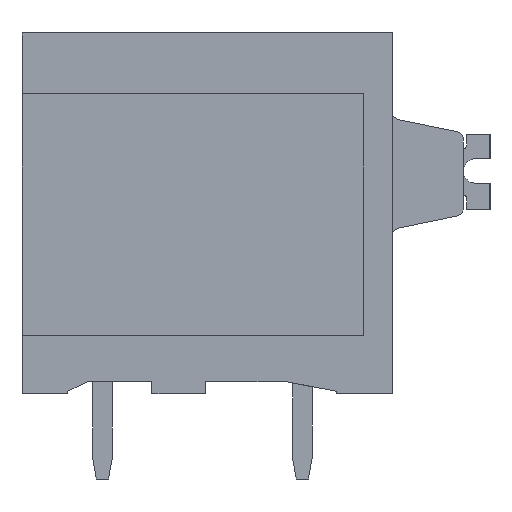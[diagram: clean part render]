
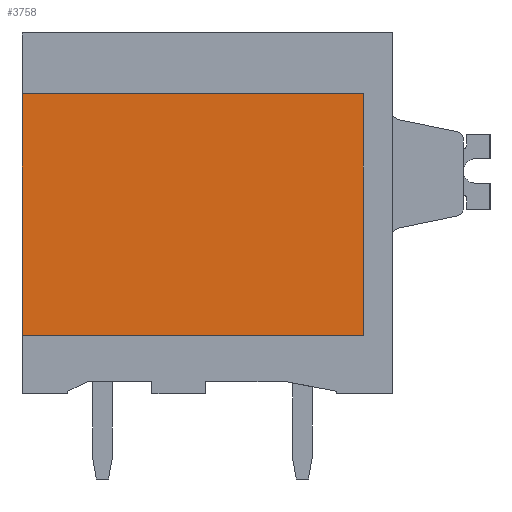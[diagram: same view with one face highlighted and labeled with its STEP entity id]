
A CAD part, left-side view. The second image highlights one B-rep face of the part: STEP entity #3758.
In plain terms, the highlighted planar face has unit normal (-1, 0, 0).
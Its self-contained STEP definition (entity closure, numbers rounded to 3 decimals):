
#3738=AXIS2_PLACEMENT_3D('Plane Axis2P3D',#3735,#3736,#3737) ;
#951=CARTESIAN_POINT('Vertex',(1.1,19.2,5.9)) ;
#954=CARTESIAN_POINT('Line Origine',(1.1,19.2,10.85)) ;
#958=CARTESIAN_POINT('Vertex',(1.1,19.2,15.8)) ;
#3719=CARTESIAN_POINT('Vertex',(1.1,5.2,5.9)) ;
#3722=CARTESIAN_POINT('Line Origine',(1.1,12.2,5.9)) ;
#3735=CARTESIAN_POINT('Axis2P3D Location',(1.1,0.,0.)) ;
#3740=CARTESIAN_POINT('Line Origine',(1.1,5.2,10.85)) ;
#3744=CARTESIAN_POINT('Vertex',(1.1,5.2,15.8)) ;
#3747=CARTESIAN_POINT('Line Origine',(1.1,12.2,15.8)) ;
#955=DIRECTION('Vector Direction',(0.,0.,1.)) ;
#3723=DIRECTION('Vector Direction',(0.,1.,0.)) ;
#3736=DIRECTION('Axis2P3D Direction',(-1.,0.,0.)) ;
#3737=DIRECTION('Axis2P3D XDirection',(0.,-1.,0.)) ;
#3741=DIRECTION('Vector Direction',(0.,0.,1.)) ;
#3748=DIRECTION('Vector Direction',(0.,1.,0.)) ;
#956=VECTOR('Line Direction',#955,1.) ;
#3724=VECTOR('Line Direction',#3723,1.) ;
#3742=VECTOR('Line Direction',#3741,1.) ;
#3749=VECTOR('Line Direction',#3748,1.) ;
#3753=ORIENTED_EDGE('',*,*,#3726,.F.) ;
#3754=ORIENTED_EDGE('',*,*,#3746,.T.) ;
#3755=ORIENTED_EDGE('',*,*,#3751,.T.) ;
#3756=ORIENTED_EDGE('',*,*,#960,.F.) ;
#3758=ADVANCED_FACE('_LMF 5.08/13/90 3.5SN OR BX 1330830000',(#3757),#3739,.T.) ;
#960=EDGE_CURVE('',#952,#959,#957,.T.) ;
#3726=EDGE_CURVE('',#3720,#952,#3725,.T.) ;
#3746=EDGE_CURVE('',#3720,#3745,#3743,.T.) ;
#3751=EDGE_CURVE('',#3745,#959,#3750,.T.) ;
#3752=EDGE_LOOP('',(#3753,#3754,#3755,#3756)) ;
#3757=FACE_OUTER_BOUND('',#3752,.T.) ;
#957=LINE('Line',#954,#956) ;
#3725=LINE('Line',#3722,#3724) ;
#3743=LINE('Line',#3740,#3742) ;
#3750=LINE('Line',#3747,#3749) ;
#3739=PLANE('',#3738) ;
#952=VERTEX_POINT('',#951) ;
#959=VERTEX_POINT('',#958) ;
#3720=VERTEX_POINT('',#3719) ;
#3745=VERTEX_POINT('',#3744) ;
